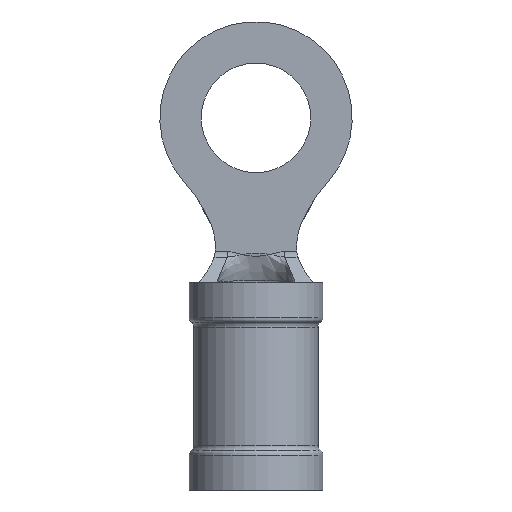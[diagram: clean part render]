
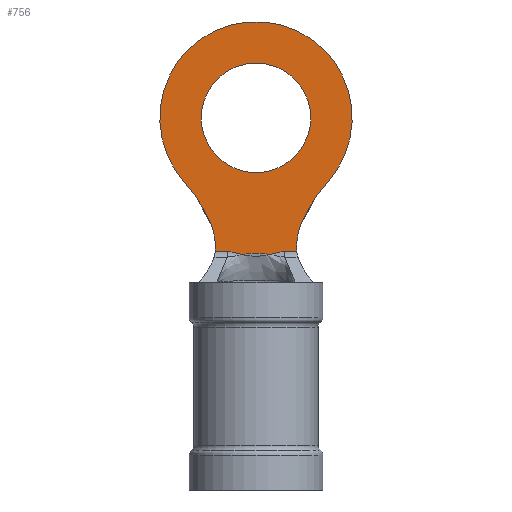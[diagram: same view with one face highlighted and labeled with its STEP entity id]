
A CAD part, front view. The second image highlights one B-rep face of the part: STEP entity #756.
In plain terms, the highlighted planar face has unit normal (0, -1, 0).
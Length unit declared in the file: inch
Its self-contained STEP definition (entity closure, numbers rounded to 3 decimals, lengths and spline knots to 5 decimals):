
#19=B_SPLINE_CURVE_WITH_KNOTS($,3,(#1212,#1213,#1214,#1215,#1216,#1217,
#1218,#1219,#1220,#1221,#1222,#1223,#1224),.UNSPECIFIED.,.F.,.F.,(4,3,3,
3,4),(0.09227,0.10299,0.10445,0.16187,
0.22364),.UNSPECIFIED.);
#28=B_SPLINE_CURVE_WITH_KNOTS($,3,(#1371,#1372,#1373,#1374,#1375,#1376,
#1377,#1378,#1379,#1380),.UNSPECIFIED.,.F.,.F.,(4,3,3,4),(0.,0.09916,
0.11936,0.13155),.UNSPECIFIED.);
#38=B_SPLINE_CURVE_WITH_KNOTS($,3,(#1525,#1526,#1527,#1528,#1529,#1530),
 .UNSPECIFIED.,.F.,.F.,(4,2,4),(-0.0664,0.,0.00067),
 .UNSPECIFIED.);
#42=B_SPLINE_CURVE_WITH_KNOTS($,3,(#1603,#1604,#1605,#1606,#1607,#1608,
#1609,#1610,#1611,#1612,#1613,#1614),.UNSPECIFIED.,.F.,.F.,(4,2,1,1,1,1,
2,4),(-0.00067,0.,0.02422,0.04844,0.07266,
0.09687,0.12109,0.12177),.UNSPECIFIED.);
#44=B_SPLINE_CURVE_WITH_KNOTS($,3,(#1647,#1648,#1649,#1650,#1651,#1652),
 .UNSPECIFIED.,.F.,.F.,(4,2,4),(-0.0641,-0.06342,
0.00297),.UNSPECIFIED.);
#73=LINE($,#1487,#96);
#74=LINE($,#1666,#97);
#96=VECTOR($,#957,0.02243);
#97=VECTOR($,#960,0.02243);
#129=PLANE($,#839);
#171=FACE_BOUND($,#293,.T.);
#219=FACE_OUTER_BOUND($,#292,.T.);
#292=EDGE_LOOP($,(#696,#697,#698,#699,#700,#701,#702,#703,#704,#705));
#293=EDGE_LOOP($,(#706));
#322=CIRCLE($,#818,0.26499);
#327=CIRCLE($,#830,0.0965);
#330=CIRCLE($,#834,0.1695);
#331=CIRCLE($,#836,0.26499);
#369=VERTEX_POINT($,#1200);
#370=VERTEX_POINT($,#1211);
#377=VERTEX_POINT($,#1365);
#378=VERTEX_POINT($,#1370);
#388=VERTEX_POINT($,#1486);
#390=VERTEX_POINT($,#1524);
#392=VERTEX_POINT($,#1590);
#394=VERTEX_POINT($,#1646);
#398=VERTEX_POINT($,#1711);
#403=VERTEX_POINT($,#1761);
#406=VERTEX_POINT($,#1768);
#448=EDGE_CURVE($,#369,#370,#19,.T.);
#460=EDGE_CURVE($,#378,#377,#28,.F.);
#473=EDGE_CURVE($,#378,#388,#73,.T.);
#476=EDGE_CURVE($,#388,#390,#38,.T.);
#480=EDGE_CURVE($,#390,#392,#42,.T.);
#482=EDGE_CURVE($,#392,#394,#44,.T.);
#485=EDGE_CURVE($,#394,#369,#74,.T.);
#495=EDGE_CURVE($,#377,#398,#322,.T.);
#500=EDGE_CURVE($,#403,#403,#327,.T.);
#504=EDGE_CURVE($,#398,#406,#330,.T.);
#505=EDGE_CURVE($,#406,#370,#331,.T.);
#696=ORIENTED_EDGE($,*,*,#473,.F.);
#697=ORIENTED_EDGE($,*,*,#460,.T.);
#698=ORIENTED_EDGE($,*,*,#495,.T.);
#699=ORIENTED_EDGE($,*,*,#504,.T.);
#700=ORIENTED_EDGE($,*,*,#505,.T.);
#701=ORIENTED_EDGE($,*,*,#448,.F.);
#702=ORIENTED_EDGE($,*,*,#485,.F.);
#703=ORIENTED_EDGE($,*,*,#482,.F.);
#704=ORIENTED_EDGE($,*,*,#480,.F.);
#705=ORIENTED_EDGE($,*,*,#476,.F.);
#706=ORIENTED_EDGE($,*,*,#500,.T.);
#756=ADVANCED_FACE($,(#219,#171),#129,.T.);
#818=AXIS2_PLACEMENT_3D($,#1713,#976,#977);
#830=AXIS2_PLACEMENT_3D($,#1762,#1000,#1001);
#834=AXIS2_PLACEMENT_3D($,#1770,#1009,#1010);
#836=AXIS2_PLACEMENT_3D($,#1772,#1013,#1014);
#839=AXIS2_PLACEMENT_3D($,#1775,#1019,#1020);
#957=DIRECTION($,(-1.,0.,0.));
#960=DIRECTION($,(-1.,0.,0.));
#976=DIRECTION('center_axis',(0.,1.,0.));
#977=DIRECTION('ref_axis',(-0.744,0.,0.669));
#1000=DIRECTION('center_axis',(0.,1.,0.));
#1001=DIRECTION('ref_axis',(-1.,0.,0.));
#1009=DIRECTION('center_axis',(0.,-1.,0.));
#1010=DIRECTION('ref_axis',(-0.744,0.,0.669));
#1013=DIRECTION('center_axis',(0.,1.,0.));
#1014=DIRECTION('ref_axis',(0.982,0.,0.187));
#1019=DIRECTION('center_axis',(0.,-1.,0.));
#1020=DIRECTION('ref_axis',(0.,0.,-1.));
#1200=CARTESIAN_POINT('',(-0.07198,0.05,0.23826));
#1211=CARTESIAN_POINT('',(-0.08032,0.05,0.28872));
#1212=CARTESIAN_POINT('Ctrl Pts',(-0.07197,0.05006,
0.23831));
#1213=CARTESIAN_POINT('Ctrl Pts',(-0.07185,0.05005,
0.23971));
#1214=CARTESIAN_POINT('Ctrl Pts',(-0.07177,0.05005,
0.24111));
#1215=CARTESIAN_POINT('Ctrl Pts',(-0.07171,0.05005,
0.24252));
#1216=CARTESIAN_POINT('Ctrl Pts',(-0.0717,0.05005,0.24271));
#1217=CARTESIAN_POINT('Ctrl Pts',(-0.07169,0.05005,
0.2429));
#1218=CARTESIAN_POINT('Ctrl Pts',(-0.07168,0.05005,
0.24309));
#1219=CARTESIAN_POINT('Ctrl Pts',(-0.07141,0.05004,
0.25061));
#1220=CARTESIAN_POINT('Ctrl Pts',(-0.07195,0.05003,
0.25813));
#1221=CARTESIAN_POINT('Ctrl Pts',(-0.07329,0.05002,
0.26554));
#1222=CARTESIAN_POINT('Ctrl Pts',(-0.07473,0.05001,
0.27351));
#1223=CARTESIAN_POINT('Ctrl Pts',(-0.07708,0.05,
0.28129));
#1224=CARTESIAN_POINT('Ctrl Pts',(-0.08033,0.04999,
0.28871));
#1365=CARTESIAN_POINT('',(0.08032,0.05,0.28872));
#1370=CARTESIAN_POINT('',(0.07198,0.05,0.23826));
#1371=CARTESIAN_POINT('Ctrl Pts',(0.08033,0.04999,
0.28871));
#1372=CARTESIAN_POINT('Ctrl Pts',(0.07511,0.05,
0.2768));
#1373=CARTESIAN_POINT('Ctrl Pts',(0.07221,0.05002,
0.26401));
#1374=CARTESIAN_POINT('Ctrl Pts',(0.07169,0.05004,
0.25102));
#1375=CARTESIAN_POINT('Ctrl Pts',(0.07159,0.05004,
0.24838));
#1376=CARTESIAN_POINT('Ctrl Pts',(0.07159,0.05004,
0.24573));
#1377=CARTESIAN_POINT('Ctrl Pts',(0.07168,0.05005,
0.24309));
#1378=CARTESIAN_POINT('Ctrl Pts',(0.07174,0.05005,
0.2415));
#1379=CARTESIAN_POINT('Ctrl Pts',(0.07184,0.05005,
0.2399));
#1380=CARTESIAN_POINT('Ctrl Pts',(0.07197,0.05006,
0.23831));
#1486=CARTESIAN_POINT('',(0.04955,0.05,0.23826));
#1487=CARTESIAN_POINT($,(0.03475,0.05,0.23826));
#1524=CARTESIAN_POINT('',(0.0239,0.05,0.232));
#1525=CARTESIAN_POINT('Ctrl Pts',(0.04955,0.05,0.23826));
#1526=CARTESIAN_POINT('Ctrl Pts',(0.04102,0.05,0.23647));
#1527=CARTESIAN_POINT('Ctrl Pts',(0.03266,0.05,
0.23397));
#1528=CARTESIAN_POINT('Ctrl Pts',(0.02407,0.05,0.23204));
#1529=CARTESIAN_POINT('Ctrl Pts',(0.02398,0.05,0.23202));
#1530=CARTESIAN_POINT('Ctrl Pts',(0.0239,0.05,0.232));
#1590=CARTESIAN_POINT('',(-0.0239,0.05,0.232));
#1603=CARTESIAN_POINT('Ctrl Pts',(0.0239,0.05,0.232));
#1604=CARTESIAN_POINT('Ctrl Pts',(0.02381,0.05,0.23203));
#1605=CARTESIAN_POINT('Ctrl Pts',(0.02373,0.05,
0.23205));
#1606=CARTESIAN_POINT('Ctrl Pts',(0.02059,0.05,
0.23297));
#1607=CARTESIAN_POINT('Ctrl Pts',(0.01432,0.05,
0.23412));
#1608=CARTESIAN_POINT('Ctrl Pts',(0.00478,0.05,
0.23488));
#1609=CARTESIAN_POINT('Ctrl Pts',(-0.00478,0.05,
0.23488));
#1610=CARTESIAN_POINT('Ctrl Pts',(-0.01432,0.05,
0.23412));
#1611=CARTESIAN_POINT('Ctrl Pts',(-0.02059,0.05,
0.23297));
#1612=CARTESIAN_POINT('Ctrl Pts',(-0.02373,0.05,
0.23205));
#1613=CARTESIAN_POINT('Ctrl Pts',(-0.02381,0.05,0.23203));
#1614=CARTESIAN_POINT('Ctrl Pts',(-0.0239,0.05,0.232));
#1646=CARTESIAN_POINT('',(-0.04955,0.05,0.23826));
#1647=CARTESIAN_POINT('Ctrl Pts',(-0.0239,0.05,0.232));
#1648=CARTESIAN_POINT('Ctrl Pts',(-0.02398,0.05,0.23202));
#1649=CARTESIAN_POINT('Ctrl Pts',(-0.02407,0.05,0.23204));
#1650=CARTESIAN_POINT('Ctrl Pts',(-0.03266,0.05,0.23397));
#1651=CARTESIAN_POINT('Ctrl Pts',(-0.04102,0.05,0.23647));
#1652=CARTESIAN_POINT('Ctrl Pts',(-0.04955,0.05,0.23826));
#1666=CARTESIAN_POINT($,(-0.05025,0.05,0.23826));
#1711=CARTESIAN_POINT('',(0.12604,0.05,0.35967));
#1713=CARTESIAN_POINT('Origin',(0.32309,0.05,0.1825));
#1761=CARTESIAN_POINT('',(0.0965,0.05,0.473));
#1762=CARTESIAN_POINT('Origin',(0.,0.05,0.473));
#1768=CARTESIAN_POINT('',(-0.12604,0.05,0.35967));
#1770=CARTESIAN_POINT('Origin',(0.,0.05,0.473));
#1772=CARTESIAN_POINT('Origin',(-0.32309,0.05,0.1825));
#1775=CARTESIAN_POINT('Origin',(0.,0.05,0.43427));
